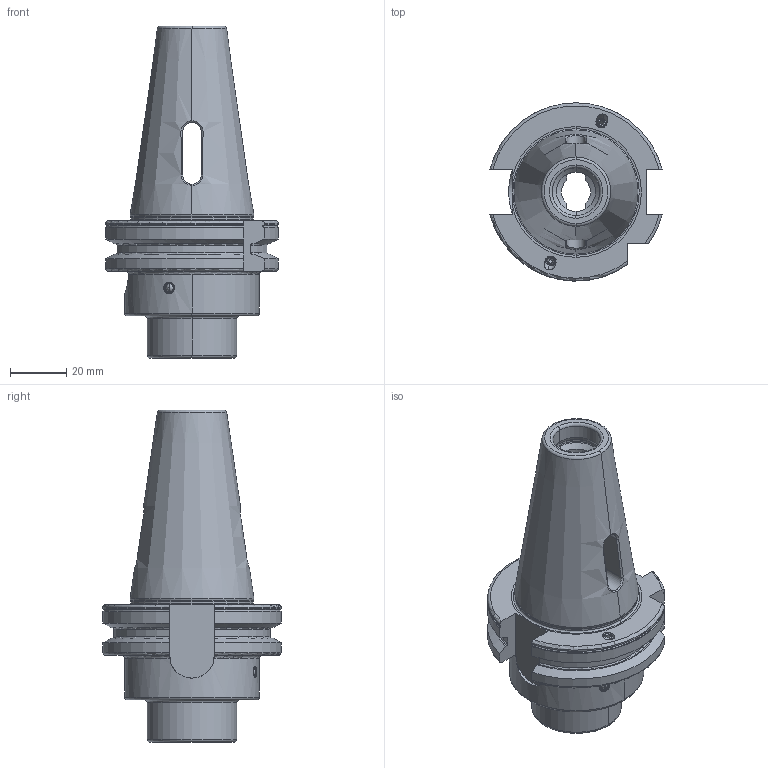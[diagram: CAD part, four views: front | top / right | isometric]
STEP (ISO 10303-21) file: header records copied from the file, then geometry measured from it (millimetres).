
FILE_DESCRIPTION((''),'2;1');
FILE_NAME('DC_403_07_02','2020-11-27T',('101107'),(''),'CREO PARAMETRIC BY PTC INC, 2016260','CREO PARAMETRIC BY PTC INC, 2016260','');
FILE_SCHEMA(('CONFIG_CONTROL_DESIGN'));
Length unit declared in the file: millimetre
Products named in the file (1): DC_403_07_02
Bounding box: 61.48 x 63.54 x 118.4 mm (x, y, z)
Volume: 130062.7 mm3; surface area: 27918.2 mm2
Topology: 1 solids, 7 shells, 295 faces, 711 edges, 418 vertices
Faces by surface type: cone 108, cylinder 69, plane 52, torus 46, bspline 12, sphere 8
Entity records: 9765 total; most frequent: CARTESIAN_POINT 3020, DIRECTION 1422, ORIENTED_EDGE 1394, EDGE_CURVE 697, AXIS2_PLACEMENT_3D 575, VERTEX_POINT 418, EDGE_LOOP 311, FACE_OUTER_BOUND 295
